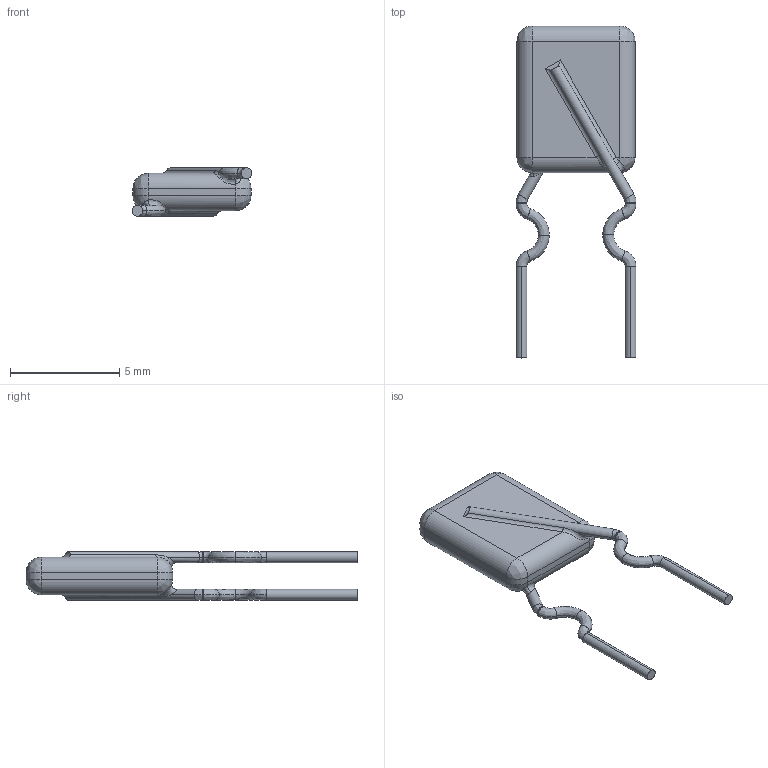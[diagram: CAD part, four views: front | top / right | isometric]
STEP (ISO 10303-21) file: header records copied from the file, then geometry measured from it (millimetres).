
FILE_DESCRIPTION (( 'STEP AP214' ), '1' );
FILE_NAME ('User Library-Raychem_Polyfuse_RUEF090.STEP', '2021-12-23T07:48:27', ( '' ), ( '' ), 'SwSTEP 2.0', 'SolidWorks 2021', '' );
FILE_SCHEMA (( 'AUTOMOTIVE_DESIGN' ));
Length unit declared in the file: millimetre
Products named in the file (1): User Library-Raychem_Polyfuse_RUEF090
Bounding box: 5.5 x 15.22 x 2.22 mm (x, y, z)
Volume: 62.3 mm3; surface area: 130.6 mm2
Topology: 1 solids, 1 shells, 76 faces, 182 edges, 100 vertices
Faces by surface type: bspline 34, cylinder 32, plane 10
Entity records: 3626 total; most frequent: CARTESIAN_POINT 1161, ORIENTED_EDGE 348, DIRECTION 336, EDGE_CURVE 174, AXIS2_PLACEMENT_3D 143, VERTEX_POINT 100, CIRCLE 100, UNCERTAINTY_MEASURE_WITH_UNIT 79
